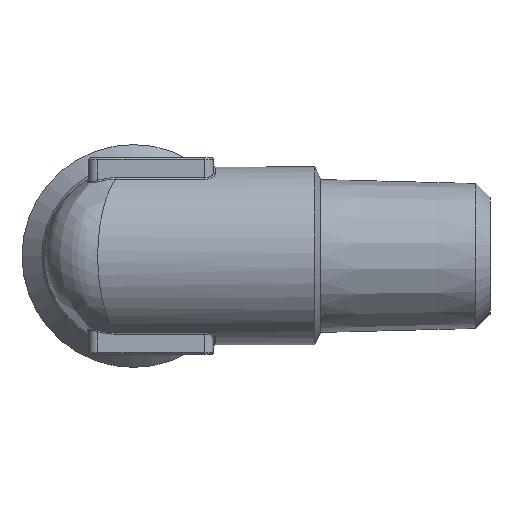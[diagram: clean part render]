
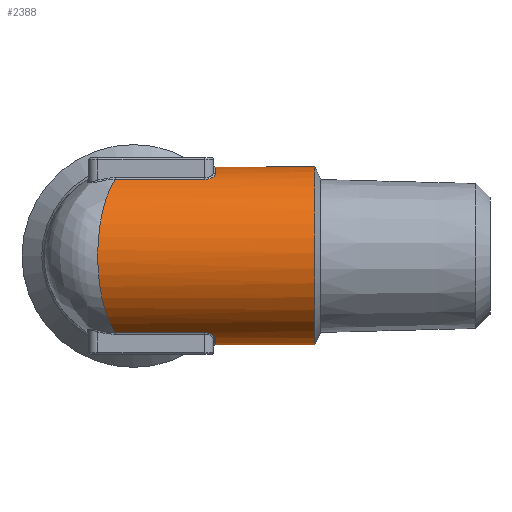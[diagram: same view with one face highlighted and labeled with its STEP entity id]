
A CAD part, left-side view. The second image highlights one B-rep face of the part: STEP entity #2388.
In plain terms, the highlighted cylindrical face has radius 5 mm (diameter 10 mm), a full revolution.
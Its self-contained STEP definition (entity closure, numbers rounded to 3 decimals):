
#57=B_SPLINE_CURVE_WITH_KNOTS('',3,(#3470,#3471,#3472,#3473),
 .UNSPECIFIED.,.F.,.F.,(4,4),(0.,1.),.UNSPECIFIED.);
#61=B_SPLINE_CURVE_WITH_KNOTS('',3,(#3542,#3543,#3544,#3545),
 .UNSPECIFIED.,.F.,.F.,(4,4),(0.,1.),.UNSPECIFIED.);
#65=B_SPLINE_CURVE_WITH_KNOTS('',3,(#3601,#3602,#3603,#3604),
 .UNSPECIFIED.,.F.,.F.,(4,4),(0.,0.),.UNSPECIFIED.);
#80=B_SPLINE_CURVE_WITH_KNOTS('',3,(#3871,#3872,#3873,#3874),
 .UNSPECIFIED.,.F.,.F.,(4,4),(0.,1.),.UNSPECIFIED.);
#83=B_SPLINE_CURVE_WITH_KNOTS('',3,(#3906,#3907,#3908,#3909),
 .UNSPECIFIED.,.F.,.F.,(4,4),(0.,0.),.UNSPECIFIED.);
#85=B_SPLINE_CURVE_WITH_KNOTS('',3,(#3948,#3949,#3950,#3951),
 .UNSPECIFIED.,.F.,.F.,(4,4),(0.,1.),.UNSPECIFIED.);
#86=B_SPLINE_CURVE_WITH_KNOTS('',3,(#4006,#4007,#4008,#4009,#4010,#4011,
#4012,#4013,#4014,#4015,#4016,#4017,#4018,#4019,#4020,#4021,#4022,#4023,
#4024,#4025,#4026,#4027,#4028),.UNSPECIFIED.,.F.,.F.,(4,1,1,1,1,1,1,1,1,
1,1,1,1,1,1,1,1,1,1,1,4),(0.,0.063,0.094,0.125,0.156,0.188,0.25,0.313,
0.375,0.438,0.5,0.563,0.625,0.688,0.75,0.813,0.844,0.875,0.906,
0.938,1.),.UNSPECIFIED.);
#88=B_SPLINE_CURVE_WITH_KNOTS('',3,(#4180,#4181,#4182,#4183,#4184,#4185,
#4186,#4187,#4188,#4189,#4190,#4191,#4192,#4193,#4194,#4195,#4196,#4197,
#4198,#4199,#4200,#4201,#4202),.UNSPECIFIED.,.F.,.F.,(4,1,1,1,1,1,1,1,1,
1,1,1,1,1,1,1,1,1,1,1,4),(0.,0.063,0.094,0.125,0.156,0.188,0.25,0.313,
0.375,0.438,0.5,0.563,0.625,0.688,0.75,0.813,0.844,0.875,0.906,
0.938,1.),.UNSPECIFIED.);
#144=LINE('',#3407,#208);
#148=LINE('',#3580,#212);
#153=LINE('',#3819,#217);
#156=LINE('',#3921,#220);
#208=VECTOR('',#2840,1000.);
#212=VECTOR('',#2870,1000.);
#217=VECTOR('',#2909,1000.);
#220=VECTOR('',#2930,1000.);
#279=CYLINDRICAL_SURFACE('',#2588,5.);
#682=ORIENTED_EDGE('',*,*,#948,.T.);
#683=ORIENTED_EDGE('',*,*,#847,.T.);
#684=ORIENTED_EDGE('',*,*,#841,.T.);
#685=ORIENTED_EDGE('',*,*,#835,.T.);
#686=ORIENTED_EDGE('',*,*,#936,.T.);
#687=ORIENTED_EDGE('',*,*,#891,.T.);
#688=ORIENTED_EDGE('',*,*,#897,.T.);
#689=ORIENTED_EDGE('',*,*,#903,.T.);
#690=ORIENTED_EDGE('',*,*,#909,.T.);
#691=ORIENTED_EDGE('',*,*,#907,.T.);
#692=ORIENTED_EDGE('',*,*,#901,.T.);
#693=ORIENTED_EDGE('',*,*,#910,.T.);
#694=ORIENTED_EDGE('',*,*,#861,.T.);
#695=ORIENTED_EDGE('',*,*,#859,.T.);
#696=ORIENTED_EDGE('',*,*,#853,.T.);
#835=EDGE_CURVE('',#1028,#1024,#144,.T.);
#841=EDGE_CURVE('',#1032,#1028,#57,.T.);
#847=EDGE_CURVE('',#1036,#1032,#1168,.T.);
#853=EDGE_CURVE('',#1040,#1036,#61,.T.);
#859=EDGE_CURVE('',#1044,#1040,#148,.T.);
#861=EDGE_CURVE('',#1043,#1044,#65,.T.);
#891=EDGE_CURVE('',#1063,#1067,#153,.T.);
#897=EDGE_CURVE('',#1067,#1071,#80,.T.);
#901=EDGE_CURVE('',#1072,#1068,#83,.T.);
#903=EDGE_CURVE('',#1071,#1075,#1190,.T.);
#907=EDGE_CURVE('',#1076,#1072,#156,.T.);
#909=EDGE_CURVE('',#1075,#1076,#85,.T.);
#910=EDGE_CURVE('',#1068,#1043,#86,.T.);
#936=EDGE_CURVE('',#1024,#1063,#88,.T.);
#948=EDGE_CURVE('',#1088,#1088,#1202,.T.);
#1024=VERTEX_POINT('',#3386);
#1028=VERTEX_POINT('',#3404);
#1032=VERTEX_POINT('',#3460);
#1036=VERTEX_POINT('',#3482);
#1040=VERTEX_POINT('',#3532);
#1043=VERTEX_POINT('',#3566);
#1044=VERTEX_POINT('',#3577);
#1063=VERTEX_POINT('',#3779);
#1067=VERTEX_POINT('',#3818);
#1068=VERTEX_POINT('',#3840);
#1071=VERTEX_POINT('',#3870);
#1072=VERTEX_POINT('',#3900);
#1075=VERTEX_POINT('',#3913);
#1076=VERTEX_POINT('',#3918);
#1088=VERTEX_POINT('',#4263);
#1168=CIRCLE('',#2516,5.);
#1190=CIRCLE('',#2544,5.);
#1202=CIRCLE('',#2589,5.);
#1314=EDGE_LOOP('',(#682));
#1315=EDGE_LOOP('',(#683,#684,#685,#686,#687,#688,#689,#690,#691,#692,#693,
#694,#695,#696));
#1453=FACE_BOUND('',#1314,.T.);
#1454=FACE_BOUND('',#1315,.T.);
#2388=ADVANCED_FACE('',(#1453,#1454),#279,.T.);
#2516=AXIS2_PLACEMENT_3D('',#3485,#2857,#2858);
#2544=AXIS2_PLACEMENT_3D('',#3914,#2921,#2922);
#2588=AXIS2_PLACEMENT_3D('',#4261,#3035,#3036);
#2589=AXIS2_PLACEMENT_3D('',#4262,#3037,#3038);
#2840=DIRECTION('',(0.,1.,0.));
#2857=DIRECTION('',(0.,-1.,0.));
#2858=DIRECTION('',(-1.,0.,0.));
#2870=DIRECTION('',(0.,-1.,0.));
#2909=DIRECTION('',(0.,-1.,0.));
#2921=DIRECTION('',(0.,-1.,0.));
#2922=DIRECTION('',(-1.,0.,0.));
#2930=DIRECTION('',(0.,1.,0.));
#3035=DIRECTION('',(0.,-1.,0.));
#3036=DIRECTION('',(0.,0.,-1.));
#3037=DIRECTION('',(0.,1.,0.));
#3038=DIRECTION('',(0.,0.,1.));
#3386=CARTESIAN_POINT('',(-2.549,1.02,4.301));
#3404=CARTESIAN_POINT('',(-2.549,-4.,4.301));
#3407=CARTESIAN_POINT('',(-2.549,14.142,4.301));
#3460=CARTESIAN_POINT('',(-1.961,-4.6,4.599));
#3470=CARTESIAN_POINT('',(-1.961,-4.6,4.599));
#3471=CARTESIAN_POINT('',(-2.267,-4.6,4.469));
#3472=CARTESIAN_POINT('',(-2.549,-4.332,4.302));
#3473=CARTESIAN_POINT('',(-2.549,-4.,4.301));
#3482=CARTESIAN_POINT('',(1.961,-4.6,4.599));
#3485=CARTESIAN_POINT('',(0.,-4.6,0.));
#3532=CARTESIAN_POINT('',(2.549,-4.,4.301));
#3542=CARTESIAN_POINT('',(2.549,-4.,4.301));
#3543=CARTESIAN_POINT('',(2.549,-4.326,4.302));
#3544=CARTESIAN_POINT('',(2.266,-4.6,4.469));
#3545=CARTESIAN_POINT('',(1.961,-4.6,4.599));
#3566=CARTESIAN_POINT('',(2.582,-2.84,4.282));
#3577=CARTESIAN_POINT('',(2.549,-3.,4.301));
#3580=CARTESIAN_POINT('',(2.549,14.142,4.301));
#3601=CARTESIAN_POINT('',(2.582,-2.84,4.282));
#3602=CARTESIAN_POINT('',(2.56,-2.89,4.295));
#3603=CARTESIAN_POINT('',(2.549,-2.944,4.301));
#3604=CARTESIAN_POINT('',(2.549,-3.,4.301));
#3779=CARTESIAN_POINT('',(-2.549,1.02,-4.301));
#3818=CARTESIAN_POINT('',(-2.549,-4.,-4.301));
#3819=CARTESIAN_POINT('',(-2.549,14.142,-4.301));
#3840=CARTESIAN_POINT('',(2.582,-2.84,-4.282));
#3870=CARTESIAN_POINT('',(-1.961,-4.6,-4.599));
#3871=CARTESIAN_POINT('',(-2.549,-4.,-4.301));
#3872=CARTESIAN_POINT('',(-2.549,-4.326,-4.302));
#3873=CARTESIAN_POINT('',(-2.266,-4.6,-4.469));
#3874=CARTESIAN_POINT('',(-1.961,-4.6,-4.599));
#3900=CARTESIAN_POINT('',(2.549,-3.,-4.301));
#3906=CARTESIAN_POINT('',(2.549,-3.,-4.301));
#3907=CARTESIAN_POINT('',(2.549,-2.944,-4.301));
#3908=CARTESIAN_POINT('',(2.56,-2.89,-4.295));
#3909=CARTESIAN_POINT('',(2.582,-2.84,-4.282));
#3913=CARTESIAN_POINT('',(1.961,-4.6,-4.599));
#3914=CARTESIAN_POINT('',(0.,-4.6,0.));
#3918=CARTESIAN_POINT('',(2.549,-4.,-4.301));
#3921=CARTESIAN_POINT('',(2.549,14.142,-4.301));
#3948=CARTESIAN_POINT('',(1.961,-4.6,-4.599));
#3949=CARTESIAN_POINT('',(2.267,-4.6,-4.469));
#3950=CARTESIAN_POINT('',(2.549,-4.332,-4.302));
#3951=CARTESIAN_POINT('',(2.549,-4.,-4.301));
#4006=CARTESIAN_POINT('',(2.582,-2.84,-4.282));
#4007=CARTESIAN_POINT('',(2.752,-3.027,-4.179));
#4008=CARTESIAN_POINT('',(2.99,-3.288,-4.016));
#4009=CARTESIAN_POINT('',(3.283,-3.611,-3.774));
#4010=CARTESIAN_POINT('',(3.47,-3.817,-3.604));
#4011=CARTESIAN_POINT('',(3.708,-4.079,-3.36));
#4012=CARTESIAN_POINT('',(3.979,-4.376,-3.039));
#4013=CARTESIAN_POINT('',(4.263,-4.689,-2.641));
#4014=CARTESIAN_POINT('',(4.596,-5.056,-2.007));
#4015=CARTESIAN_POINT('',(4.815,-5.297,-1.401));
#4016=CARTESIAN_POINT('',(4.969,-5.466,-0.695));
#4017=CARTESIAN_POINT('',(5.015,-5.517,0.));
#4018=CARTESIAN_POINT('',(4.969,-5.466,0.695));
#4019=CARTESIAN_POINT('',(4.815,-5.297,1.401));
#4020=CARTESIAN_POINT('',(4.596,-5.056,2.007));
#4021=CARTESIAN_POINT('',(4.263,-4.689,2.641));
#4022=CARTESIAN_POINT('',(3.979,-4.376,3.039));
#4023=CARTESIAN_POINT('',(3.708,-4.079,3.36));
#4024=CARTESIAN_POINT('',(3.47,-3.817,3.604));
#4025=CARTESIAN_POINT('',(3.283,-3.611,3.774));
#4026=CARTESIAN_POINT('',(2.99,-3.288,4.016));
#4027=CARTESIAN_POINT('',(2.752,-3.027,4.179));
#4028=CARTESIAN_POINT('',(2.582,-2.84,4.282));
#4180=CARTESIAN_POINT('',(-2.549,1.02,4.301));
#4181=CARTESIAN_POINT('',(-2.721,1.088,4.2));
#4182=CARTESIAN_POINT('',(-2.961,1.184,4.037));
#4183=CARTESIAN_POINT('',(-3.258,1.303,3.796));
#4184=CARTESIAN_POINT('',(-3.447,1.379,3.626));
#4185=CARTESIAN_POINT('',(-3.688,1.475,3.382));
#4186=CARTESIAN_POINT('',(-3.962,1.585,3.061));
#4187=CARTESIAN_POINT('',(-4.25,1.7,2.662));
#4188=CARTESIAN_POINT('',(-4.59,1.836,2.024));
#4189=CARTESIAN_POINT('',(-4.812,1.925,1.413));
#4190=CARTESIAN_POINT('',(-4.969,1.987,0.701));
#4191=CARTESIAN_POINT('',(-5.016,2.006,0.));
#4192=CARTESIAN_POINT('',(-4.969,1.987,-0.701));
#4193=CARTESIAN_POINT('',(-4.812,1.925,-1.413));
#4194=CARTESIAN_POINT('',(-4.59,1.836,-2.023));
#4195=CARTESIAN_POINT('',(-4.25,1.7,-2.662));
#4196=CARTESIAN_POINT('',(-3.962,1.585,-3.061));
#4197=CARTESIAN_POINT('',(-3.688,1.475,-3.382));
#4198=CARTESIAN_POINT('',(-3.447,1.379,-3.626));
#4199=CARTESIAN_POINT('',(-3.258,1.303,-3.796));
#4200=CARTESIAN_POINT('',(-2.961,1.184,-4.037));
#4201=CARTESIAN_POINT('',(-2.721,1.088,-4.2));
#4202=CARTESIAN_POINT('',(-2.549,1.02,-4.301));
#4261=CARTESIAN_POINT('',(0.,14.142,0.));
#4262=CARTESIAN_POINT('',(0.,-10.174,0.));
#4263=CARTESIAN_POINT('',(0.,-10.174,5.));
